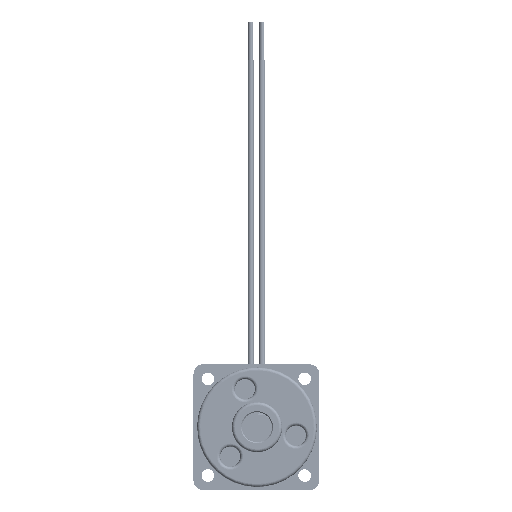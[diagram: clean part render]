
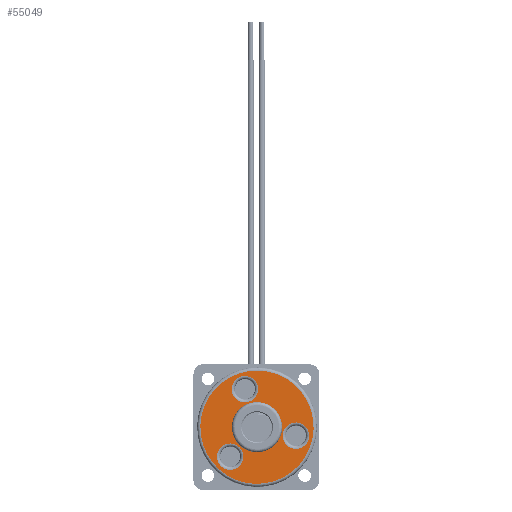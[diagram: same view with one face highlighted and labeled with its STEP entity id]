
A CAD part, front view. The second image highlights one B-rep face of the part: STEP entity #55049.
In plain terms, the highlighted face is planar.
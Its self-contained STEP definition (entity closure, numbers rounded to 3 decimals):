
#5121 = CARTESIAN_POINT ( 'NONE',  ( -9.025, 0., 3.3 ) ) ;
#6425 = EDGE_CURVE ( 'NONE', #36292, #85012, #91810, .T. ) ;
#6451 = AXIS2_PLACEMENT_3D ( 'NONE', #26764, #27821, #11136 ) ;
#8649 = DIRECTION ( 'NONE',  ( 0., 0., -1. ) ) ;
#9318 = DIRECTION ( 'NONE',  ( 1., 0., 0. ) ) ;
#9482 = CIRCLE ( 'NONE', #23270, 2.1 ) ;
#9882 = CARTESIAN_POINT ( 'NONE',  ( 4., 0., 3.3 ) ) ;
#11136 = DIRECTION ( 'NONE',  ( 1., 0., 0. ) ) ;
#11571 = DIRECTION ( 'NONE',  ( 1., 0., 0. ) ) ;
#11983 = EDGE_CURVE ( 'NONE', #29220, #40934, #27954, .T. ) ;
#12214 = ORIENTED_EDGE ( 'NONE', *, *, #37217, .T. ) ;
#12435 = CIRCLE ( 'NONE', #53705, 2.1 ) ;
#13487 = DIRECTION ( 'NONE',  ( 1., 0., 0. ) ) ;
#14712 = EDGE_LOOP ( 'NONE', ( #28489, #21450 ) ) ;
#18520 = DIRECTION ( 'NONE',  ( 0., 0., 1. ) ) ;
#19107 = CARTESIAN_POINT ( 'NONE',  ( 0., 0., 3.3 ) ) ;
#21450 = ORIENTED_EDGE ( 'NONE', *, *, #73327, .F. ) ;
#21500 = ORIENTED_EDGE ( 'NONE', *, *, #6425, .T. ) ;
#23270 = AXIS2_PLACEMENT_3D ( 'NONE', #92189, #8649, #41515 ) ;
#23325 = AXIS2_PLACEMENT_3D ( 'NONE', #44738, #53331, #13487 ) ;
#24370 = CARTESIAN_POINT ( 'NONE',  ( -4., 0., 3.3 ) ) ;
#24898 = DIRECTION ( 'NONE',  ( 1., 0., 0. ) ) ;
#24975 = FACE_BOUND ( 'NONE', #28187, .T. ) ;
#25974 = CIRCLE ( 'NONE', #69014, 4. ) ;
#26316 = DIRECTION ( 'NONE',  ( 0., 0., 1. ) ) ;
#26764 = CARTESIAN_POINT ( 'NONE',  ( -5.499, -3.175, 3.3 ) ) ;
#27501 = AXIS2_PLACEMENT_3D ( 'NONE', #42187, #105800, #9318 ) ;
#27821 = DIRECTION ( 'NONE',  ( 0., 0., -1. ) ) ;
#27954 = CIRCLE ( 'NONE', #88207, 2.1 ) ;
#28187 = EDGE_LOOP ( 'NONE', ( #12214, #41790 ) ) ;
#28489 = ORIENTED_EDGE ( 'NONE', *, *, #79589, .F. ) ;
#28900 = EDGE_CURVE ( 'NONE', #64758, #41083, #46931, .T. ) ;
#29069 = ORIENTED_EDGE ( 'NONE', *, *, #66264, .T. ) ;
#29220 = VERTEX_POINT ( 'NONE', #88931 ) ;
#30128 = ORIENTED_EDGE ( 'NONE', *, *, #57683, .T. ) ;
#30164 = VERTEX_POINT ( 'NONE', #24370 ) ;
#31259 = VERTEX_POINT ( 'NONE', #44005 ) ;
#34404 = DIRECTION ( 'NONE',  ( 1., 0., 0. ) ) ;
#35314 = EDGE_LOOP ( 'NONE', ( #58135, #30128 ) ) ;
#36292 = VERTEX_POINT ( 'NONE', #70733 ) ;
#37217 = EDGE_CURVE ( 'NONE', #40934, #29220, #70166, .T. ) ;
#37784 = DIRECTION ( 'NONE',  ( 1., 0., 0. ) ) ;
#38496 = AXIS2_PLACEMENT_3D ( 'NONE', #105171, #46485, #62115 ) ;
#39996 = ORIENTED_EDGE ( 'NONE', *, *, #60281, .T. ) ;
#40596 = FACE_BOUND ( 'NONE', #49687, .T. ) ;
#40934 = VERTEX_POINT ( 'NONE', #86360 ) ;
#41083 = VERTEX_POINT ( 'NONE', #94060 ) ;
#41312 = VERTEX_POINT ( 'NONE', #9882 ) ;
#41515 = DIRECTION ( 'NONE',  ( 1., 0., 0. ) ) ;
#41790 = ORIENTED_EDGE ( 'NONE', *, *, #11983, .T. ) ;
#41827 = EDGE_CURVE ( 'NONE', #31259, #85126, #81874, .T. ) ;
#42187 = CARTESIAN_POINT ( 'NONE',  ( 0., 0., 3.3 ) ) ;
#42749 = CARTESIAN_POINT ( 'NONE',  ( 0., 0., 3.3 ) ) ;
#44005 = CARTESIAN_POINT ( 'NONE',  ( 9.025, 0., 3.3 ) ) ;
#44738 = CARTESIAN_POINT ( 'NONE',  ( 0., 0., 3.3 ) ) ;
#45208 = DIRECTION ( 'NONE',  ( 0., 0., -1. ) ) ;
#46485 = DIRECTION ( 'NONE',  ( 0., 0., -1. ) ) ;
#46931 = CIRCLE ( 'NONE', #90021, 2.1 ) ;
#49687 = EDGE_LOOP ( 'NONE', ( #29069, #21500 ) ) ;
#49720 = FACE_OUTER_BOUND ( 'NONE', #35314, .T. ) ;
#51348 = DIRECTION ( 'NONE',  ( 1., 0., 0. ) ) ;
#53331 = DIRECTION ( 'NONE',  ( 0., 0., 1. ) ) ;
#53705 = AXIS2_PLACEMENT_3D ( 'NONE', #61894, #45208, #70017 ) ;
#55049 = ADVANCED_FACE ( 'NONE', ( #24975, #91774, #40596, #83166, #49720 ), #57283, .T. ) ;
#57283 = PLANE ( 'NONE',  #27501 ) ;
#57683 = EDGE_CURVE ( 'NONE', #85126, #31259, #70601, .T. ) ;
#58135 = ORIENTED_EDGE ( 'NONE', *, *, #41827, .T. ) ;
#58485 = ORIENTED_EDGE ( 'NONE', *, *, #28900, .T. ) ;
#60281 = EDGE_CURVE ( 'NONE', #41083, #64758, #12435, .T. ) ;
#61894 = CARTESIAN_POINT ( 'NONE',  ( 0., 6.35, 3.3 ) ) ;
#62115 = DIRECTION ( 'NONE',  ( 1., 0., 0. ) ) ;
#64523 = CIRCLE ( 'NONE', #74843, 4. ) ;
#64758 = VERTEX_POINT ( 'NONE', #89510 ) ;
#66264 = EDGE_CURVE ( 'NONE', #85012, #36292, #9482, .T. ) ;
#69014 = AXIS2_PLACEMENT_3D ( 'NONE', #19107, #94023, #11571 ) ;
#70017 = DIRECTION ( 'NONE',  ( 1., 0., 0. ) ) ;
#70166 = CIRCLE ( 'NONE', #6451, 2.1 ) ;
#70601 = CIRCLE ( 'NONE', #79218, 9.025 ) ;
#70733 = CARTESIAN_POINT ( 'NONE',  ( 3.399, -3.175, 3.3 ) ) ;
#72258 = DIRECTION ( 'NONE',  ( 0., 0., -1. ) ) ;
#72888 = DIRECTION ( 'NONE',  ( 0., 0., -1. ) ) ;
#73327 = EDGE_CURVE ( 'NONE', #41312, #30164, #25974, .T. ) ;
#74843 = AXIS2_PLACEMENT_3D ( 'NONE', #42749, #18520, #51348 ) ;
#75381 = CARTESIAN_POINT ( 'NONE',  ( 0., 0., 3.3 ) ) ;
#79218 = AXIS2_PLACEMENT_3D ( 'NONE', #75381, #26316, #34404 ) ;
#79589 = EDGE_CURVE ( 'NONE', #30164, #41312, #64523, .T. ) ;
#80029 = CARTESIAN_POINT ( 'NONE',  ( 7.599, -3.175, 3.3 ) ) ;
#81874 = CIRCLE ( 'NONE', #23325, 9.025 ) ;
#83166 = FACE_BOUND ( 'NONE', #14712, .T. ) ;
#83982 = EDGE_LOOP ( 'NONE', ( #39996, #58485 ) ) ;
#85012 = VERTEX_POINT ( 'NONE', #80029 ) ;
#85126 = VERTEX_POINT ( 'NONE', #5121 ) ;
#86360 = CARTESIAN_POINT ( 'NONE',  ( -3.399, -3.175, 3.3 ) ) ;
#87898 = CARTESIAN_POINT ( 'NONE',  ( -5.499, -3.175, 3.3 ) ) ;
#88207 = AXIS2_PLACEMENT_3D ( 'NONE', #87898, #72258, #37784 ) ;
#88931 = CARTESIAN_POINT ( 'NONE',  ( -7.599, -3.175, 3.3 ) ) ;
#89510 = CARTESIAN_POINT ( 'NONE',  ( -2.1, 6.35, 3.3 ) ) ;
#90021 = AXIS2_PLACEMENT_3D ( 'NONE', #97648, #72888, #24898 ) ;
#91774 = FACE_BOUND ( 'NONE', #83982, .T. ) ;
#91810 = CIRCLE ( 'NONE', #38496, 2.1 ) ;
#92189 = CARTESIAN_POINT ( 'NONE',  ( 5.499, -3.175, 3.3 ) ) ;
#94023 = DIRECTION ( 'NONE',  ( 0., 0., 1. ) ) ;
#94060 = CARTESIAN_POINT ( 'NONE',  ( 2.1, 6.35, 3.3 ) ) ;
#97648 = CARTESIAN_POINT ( 'NONE',  ( 0., 6.35, 3.3 ) ) ;
#105171 = CARTESIAN_POINT ( 'NONE',  ( 5.499, -3.175, 3.3 ) ) ;
#105800 = DIRECTION ( 'NONE',  ( 0., 0., 1. ) ) ;
